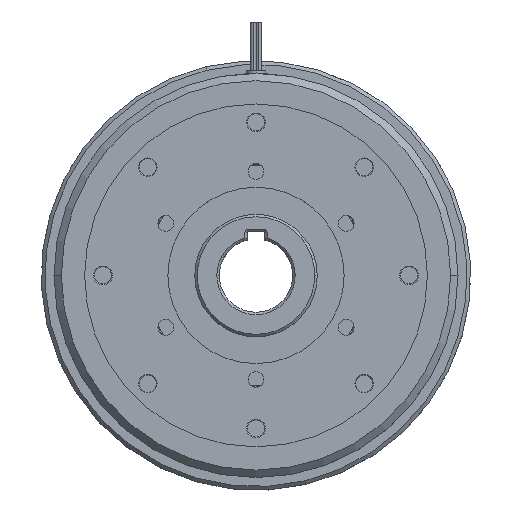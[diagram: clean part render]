
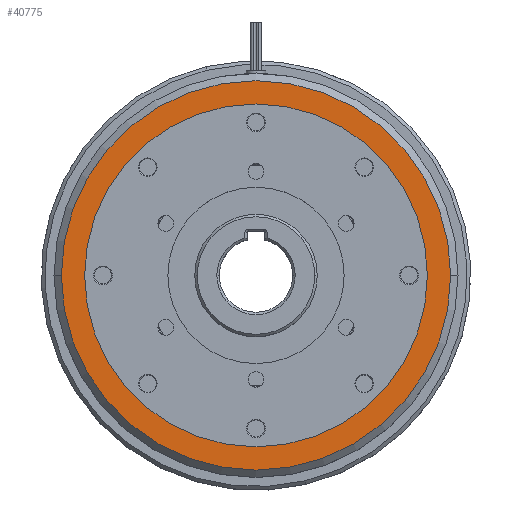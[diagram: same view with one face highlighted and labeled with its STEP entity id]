
A CAD part, top view. The second image highlights one B-rep face of the part: STEP entity #40775.
In plain terms, the highlighted planar face has unit normal (0, 0, 1).
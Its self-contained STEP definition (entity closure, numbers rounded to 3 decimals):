
#31193 = CARTESIAN_POINT ( 'NONE',  ( -79.5, 0., 36. ) ) ;
#31195 = CARTESIAN_POINT ( 'NONE',  ( 79.5, 0., 36. ) ) ;
#31196 = DIRECTION ( 'NONE',  ( 1., 0., 0. ) ) ;
#31197 = DIRECTION ( 'NONE',  ( 0., 0., 1. ) ) ;
#31199 = CARTESIAN_POINT ( 'NONE',  ( 0., 0., 36. ) ) ;
#31200 = AXIS2_PLACEMENT_3D ( 'NONE', #31199, #31197, #31196 ) ;
#31201 = CIRCLE ( 'NONE', #31200, 79.5 ) ;
#31551 = CARTESIAN_POINT ( 'NONE',  ( -70., 0., 36. ) ) ;
#31552 = DIRECTION ( 'NONE',  ( 1., 0., 0. ) ) ;
#31553 = DIRECTION ( 'NONE',  ( 0., 0., 1. ) ) ;
#31554 = CARTESIAN_POINT ( 'NONE',  ( 0., 0., 36. ) ) ;
#31555 = AXIS2_PLACEMENT_3D ( 'NONE', #31554, #31553, #31552 ) ;
#31556 = CIRCLE ( 'NONE', #31555, 70. ) ;
#31561 = CARTESIAN_POINT ( 'NONE',  ( 70., 0., 36. ) ) ;
#31924 = DIRECTION ( 'NONE',  ( 1., 0., 0. ) ) ;
#31925 = DIRECTION ( 'NONE',  ( 0., 0., 1. ) ) ;
#31926 = CARTESIAN_POINT ( 'NONE',  ( 0., 0., 36. ) ) ;
#31927 = AXIS2_PLACEMENT_3D ( 'NONE', #31926, #31925, #31924 ) ;
#31928 = CIRCLE ( 'NONE', #31927, 70. ) ;
#32132 = DIRECTION ( 'NONE',  ( 1., 0., 0. ) ) ;
#32133 = DIRECTION ( 'NONE',  ( 0., 0., 1. ) ) ;
#32134 = AXIS2_PLACEMENT_3D ( 'NONE', #32139, #32133, #32132 ) ;
#32135 = CIRCLE ( 'NONE', #32134, 79.5 ) ;
#32136 = DIRECTION ( 'NONE',  ( 1., 0., 0. ) ) ;
#32137 = DIRECTION ( 'NONE',  ( 0., 0., 1. ) ) ;
#32138 = CARTESIAN_POINT ( 'NONE',  ( 0., 0., 36. ) ) ;
#32139 = CARTESIAN_POINT ( 'NONE',  ( 0., 0., 36. ) ) ;
#32140 = AXIS2_PLACEMENT_3D ( 'NONE', #32138, #32137, #32136 ) ;
#32141 = PLANE ( 'NONE',  #32140 ) ;
#32142 = FACE_BOUND ( 'NONE', #40781, .T. ) ;
#32143 = FACE_OUTER_BOUND ( 'NONE', #40776, .T. ) ;
#40330 = EDGE_CURVE ( 'NONE', #40332, #40333, #31201, .T. ) ;
#40332 = VERTEX_POINT ( 'NONE', #31195 ) ;
#40333 = VERTEX_POINT ( 'NONE', #31193 ) ;
#40489 = VERTEX_POINT ( 'NONE', #31561 ) ;
#40492 = EDGE_CURVE ( 'NONE', #40489, #40494, #31556, .T. ) ;
#40494 = VERTEX_POINT ( 'NONE', #31551 ) ;
#40673 = EDGE_CURVE ( 'NONE', #40494, #40489, #31928, .T. ) ;
#40775 = ADVANCED_FACE ( 'NONE', ( #32143, #32142 ), #32141, .T. ) ;
#40776 = EDGE_LOOP ( 'NONE', ( #40777, #40779 ) ) ;
#40777 = ORIENTED_EDGE ( 'NONE', *, *, #40778, .T. ) ;
#40778 = EDGE_CURVE ( 'NONE', #40333, #40332, #32135, .T. ) ;
#40779 = ORIENTED_EDGE ( 'NONE', *, *, #40330, .T. ) ;
#40781 = EDGE_LOOP ( 'NONE', ( #40782, #40785 ) ) ;
#40782 = ORIENTED_EDGE ( 'NONE', *, *, #40673, .F. ) ;
#40785 = ORIENTED_EDGE ( 'NONE', *, *, #40492, .F. ) ;
